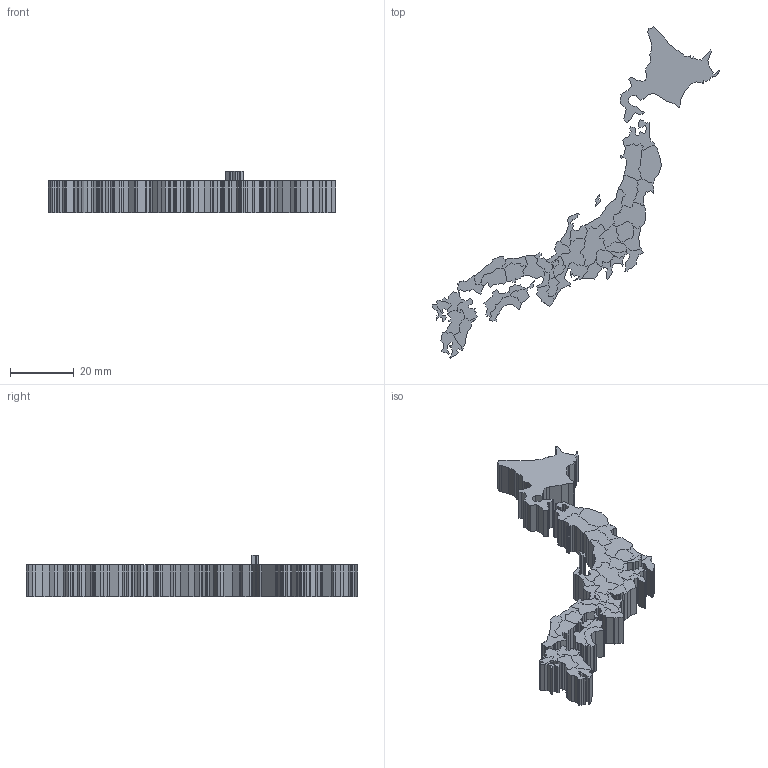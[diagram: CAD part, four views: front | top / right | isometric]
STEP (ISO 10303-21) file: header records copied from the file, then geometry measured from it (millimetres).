
FILE_DESCRIPTION(('FreeCAD Model'),'2;1');
FILE_NAME('Open CASCADE Shape Model','2024-08-01T16:33:35',(''),(''), 'Open CASCADE STEP processor 7.6','FreeCAD','Unknown');
FILE_SCHEMA(('AUTOMOTIVE_DESIGN { 1 0 10303 214 1 1 1 1 }'));
Length unit declared in the file: millimetre
Products named in the file (50): _20_Japan_prefectures; Extrude_034_広島; Extrude_002_青森; Extrude_005_秋田; Extrude_004_宮城; Extrude_006_山形; Extrude_015_新潟; Extrude_007_福島; Extrude_008_茨木; Extrude_009_栃木; Extrude_010_群馬; Extrude_020_長野; Extrude_016_富山; Extrude_017_石川; Extrude_018_福井; Extrude_021_岐阜; Extrude_011_埼玉; Extrude_013_東京; Extrude_014_神奈川; Extrude_012_千葉; Extrude_023_愛知; Extrude_019_山梨; Extrude_022_静岡; Extrude_024_三重; Extrude_025_滋賀; Extrude_025_琵琶湖; Extrude_026_京都; Extrude_029_奈良; Extrude_030_和歌山; Extrude_027_大阪; Extrude_028_兵庫; Extrude_031_鳥取; Extrude_033_岡山; Extrude_032_島根; Extrude_035_山口; Extrude_038_愛媛; Extrude_037_香川; Extrude_036_徳島; Extrude_039_高知; Extrude_040_福岡 ...
Assembly tree (49 placements, depth 2):
  _20_Japan_prefectures
    Extrude_034_広島
    Extrude_002_青森
    Extrude_005_秋田
    Extrude_004_宮城
    Extrude_006_山形
    Extrude_015_新潟
    Extrude_007_福島
    Extrude_008_茨木
    Extrude_009_栃木
    Extrude_010_群馬
    Extrude_020_長野
    Extrude_016_富山
    Extrude_017_石川
    Extrude_018_福井
    Extrude_021_岐阜
    Extrude_011_埼玉
    Extrude_013_東京
    Extrude_014_神奈川
    Extrude_012_千葉
    Extrude_023_愛知
    Extrude_019_山梨
    Extrude_022_静岡
    Extrude_024_三重
    Extrude_025_滋賀
    Extrude_025_琵琶湖
    Extrude_026_京都
    Extrude_029_奈良
    Extrude_030_和歌山
    Extrude_027_大阪
    Extrude_028_兵庫
    Extrude_031_鳥取
    Extrude_033_岡山
    Extrude_032_島根
    Extrude_035_山口
    Extrude_038_愛媛
    Extrude_037_香川
    Extrude_036_徳島
    Extrude_039_高知
    Extrude_040_福岡
    Extrude_041_佐賀
    Extrude_042_長崎
    Extrude_044_大分
    Extrude_043_熊本
    Extrude_045_宮崎
    Extrude_046_鹿児島
    Extrude_028_淡路島
    Extrude_015_佐渡島
    Extrude_001_北海道
    Extrude_003_岩手県
Bounding box: 90.09 x 103.84 x 13 mm (x, y, z)
Volume: 14884.8 mm3; surface area: 16013.6 mm2
Topology: 49 solids, 49 shells, 1346 faces, 3744 edges, 2496 vertices
Faces by surface type: extrusion 1248, bspline 98
Entity records: 90881 total; most frequent: CARTESIAN_POINT 24154, DIRECTION 7588, ORIENTED_EDGE 7488, VECTOR 7488, PCURVE 7488, DEFINITIONAL_REPRESENTATION 7488, LINE 6240, B_SPLINE_CURVE_WITH_KNOTS 6240
